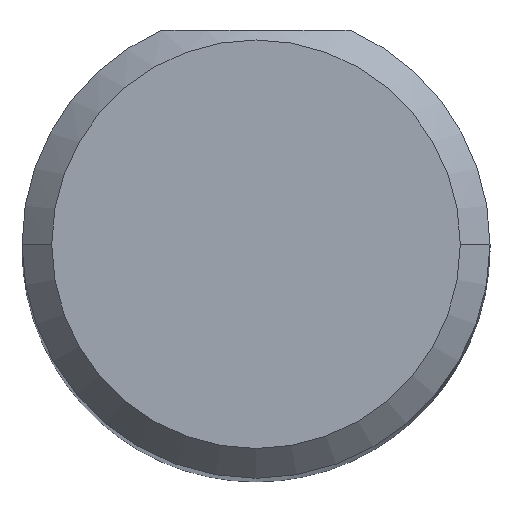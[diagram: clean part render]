
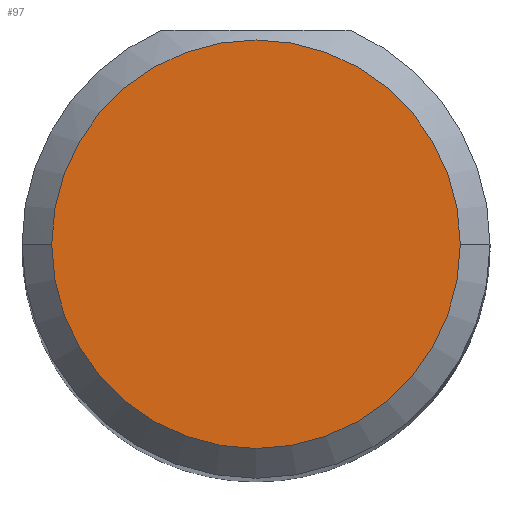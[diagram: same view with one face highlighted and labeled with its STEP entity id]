
A CAD part, top view. The second image highlights one B-rep face of the part: STEP entity #97.
In plain terms, the highlighted planar face has unit normal (0, 0, 1).
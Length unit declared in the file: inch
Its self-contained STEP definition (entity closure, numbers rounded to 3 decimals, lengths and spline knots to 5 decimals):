
#20 = DIRECTION ( 'NONE',  ( 1., 0., 0. ) ) ;
#55 = CARTESIAN_POINT ( 'NONE',  ( 0.10311, 0., 2.24409 ) ) ;
#74 = CARTESIAN_POINT ( 'NONE',  ( -0.10311, 0., 2.24409 ) ) ;
#75 = DIRECTION ( 'NONE',  ( 1., 0., 0. ) ) ;
#79 = CARTESIAN_POINT ( 'NONE',  ( 0., 0., 2.24409 ) ) ;
#89 = CIRCLE ( 'NONE', #129, 0.10311 ) ;
#96 = VERTEX_POINT ( 'NONE', #74 ) ;
#97 = ADVANCED_FACE ( 'NONE', ( #496 ), #327, .T. ) ;
#100 = EDGE_CURVE ( 'NONE', #480, #96, #89, .T. ) ;
#117 = DIRECTION ( 'NONE',  ( 0., 0., 1. ) ) ;
#129 = AXIS2_PLACEMENT_3D ( 'NONE', #365, #493, #155 ) ;
#155 = DIRECTION ( 'NONE',  ( 1., 0., 0. ) ) ;
#165 = AXIS2_PLACEMENT_3D ( 'NONE', #79, #117, #75 ) ;
#173 = DIRECTION ( 'NONE',  ( 0., 0., 1. ) ) ;
#276 = EDGE_LOOP ( 'NONE', ( #504, #302 ) ) ;
#297 = AXIS2_PLACEMENT_3D ( 'NONE', #390, #173, #20 ) ;
#302 = ORIENTED_EDGE ( 'NONE', *, *, #100, .T. ) ;
#327 = PLANE ( 'NONE',  #165 ) ;
#365 = CARTESIAN_POINT ( 'NONE',  ( 0., 0., 2.24409 ) ) ;
#390 = CARTESIAN_POINT ( 'NONE',  ( 0., 0., 2.24409 ) ) ;
#479 = CIRCLE ( 'NONE', #297, 0.10311 ) ;
#480 = VERTEX_POINT ( 'NONE', #55 ) ;
#493 = DIRECTION ( 'NONE',  ( 0., 0., 1. ) ) ;
#496 = FACE_OUTER_BOUND ( 'NONE', #276, .T. ) ;
#504 = ORIENTED_EDGE ( 'NONE', *, *, #527, .T. ) ;
#527 = EDGE_CURVE ( 'NONE', #96, #480, #479, .T. ) ;
